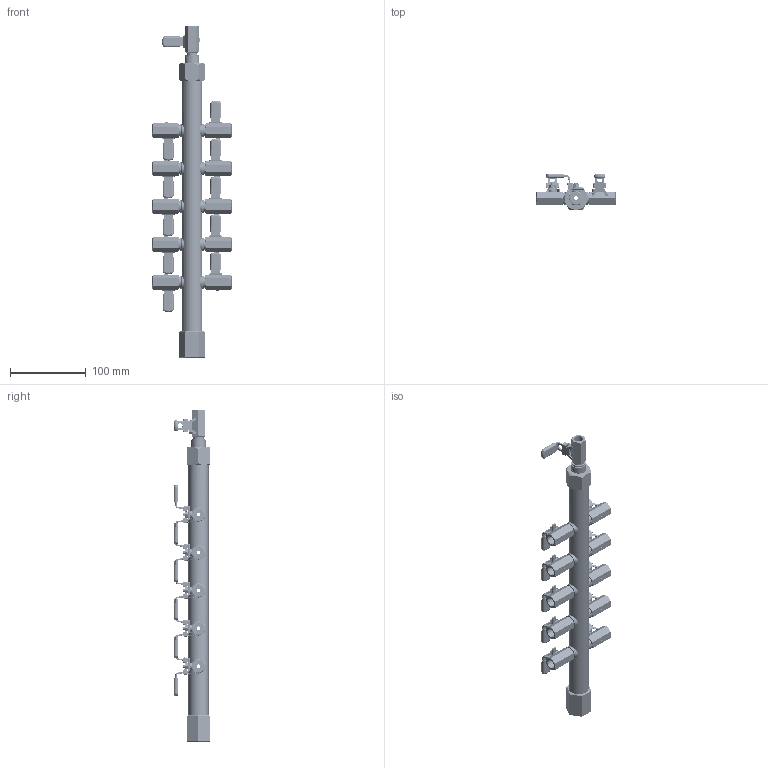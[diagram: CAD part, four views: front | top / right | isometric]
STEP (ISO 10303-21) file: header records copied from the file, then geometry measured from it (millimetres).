
FILE_DESCRIPTION (( 'STEP AP214' ), '1' );
FILE_NAME ('AH34RP10DL-14RVS AH34 Series 10 Way Double Sided Air Manifold - Venting.STEP', '2024-10-28T19:44:07', ( '' ), ( '' ), 'SwSTEP 2.0', 'SolidWorks 2022', '' );
FILE_SCHEMA (( 'AUTOMOTIVE_DESIGN' ));
Length unit declared in the file: millimetre
Products named in the file (19): 5mm SS Washer; STEM; D1T-HL red sleeve_D1T-HL Closed; D1T-HL Handle Cover; D1T-HL Valve Body_Venting; AH34RP10DL-14RVS AH34 Series 10 Way Double Sided Manifold; White letter colouring block; 3-4 BSPT DIN2999 Coupler 316 SS; SLIDE_LOCK; BACK_P; Lever; AH34RP10DL-14RVS AH34 Series 10 Way Double Sided Air Manifold - Venting; 5mm Nylon Washer; Manifold Adaptor; D1T-HL red sleeve_Venting Iso; m5 Nut; F-CAP; D1T-HL Valve Body; 5mm SS Lock Washer
Assembly tree (40 placements, depth 3):
  AH34RP10DL-14RVS AH34 Series 10 Way Double Sided Air Manifold - Venting
    AH34RP10DL-14RVS AH34 Series 10 Way Double Sided Manifold
    Manifold Adaptor
    D1T-HL red sleeve_D1T-HL Closed
      D1T-HL Valve Body
      STEM
      BACK_P
      F-CAP
      SLIDE_LOCK
      Lever
      5mm Nylon Washer
      5mm SS Washer  x2
      5mm SS Lock Washer
      m5 Nut
      D1T-HL Handle Cover
      White letter colouring block
    D1T-HL red sleeve_Venting Iso  x10
      D1T-HL Valve Body_Venting
      STEM
      BACK_P
      F-CAP
      SLIDE_LOCK
      Lever
      5mm Nylon Washer
      5mm SS Washer
      5mm SS Lock Washer
      m5 Nut
      D1T-HL Handle Cover
      White letter colouring block
    3-4 BSPT DIN2999 Coupler 316 SS
Bounding box: 104.4 x 47.35 x 438 mm (x, y, z)
Volume: 257117.5 mm3; surface area: 196834.4 mm2
Topology: 179 solids, 179 shells, 6115 faces, 15530 edges, 9966 vertices
Faces by surface type: plane 2758, cylinder 1592, bspline 1007, torus 572, cone 186
Entity records: 50983 total; most frequent: CARTESIAN_POINT 24668, ORIENTED_EDGE 5028, DIRECTION 4058, EDGE_CURVE 2514, VERTEX_POINT 1606, AXIS2_PLACEMENT_3D 1419, LINE 1220, VECTOR 1220
